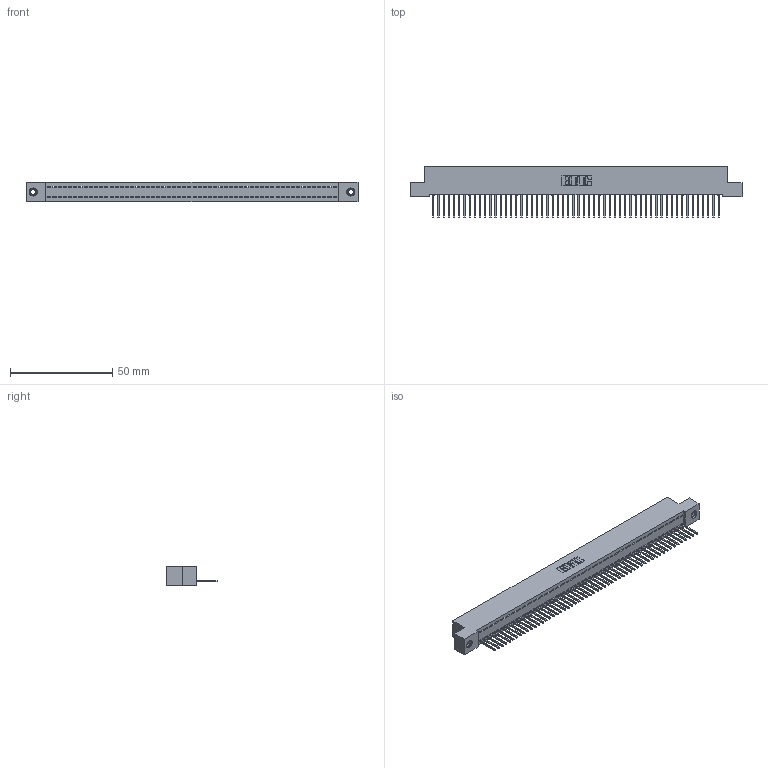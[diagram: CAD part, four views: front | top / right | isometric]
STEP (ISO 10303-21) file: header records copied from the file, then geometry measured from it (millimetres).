
FILE_DESCRIPTION (( 'STEP AP203' ), '1' );
FILE_NAME ('342-056-523-107.STEP', '2019-10-03T11:13:16', ( '' ), ( '' ), 'SwSTEP 2.0', 'SolidWorks 2016', '' );
FILE_SCHEMA (( 'CONFIG_CONTROL_DESIGN' ));
Length unit declared in the file: inch
Products named in the file (4): 342-056-523-107; 342 Part_TI; 345-292-001_345-293-123; 345-250-001_345-250-005-103
Assembly tree (59 placements, depth 2):
  342-056-523-107
    342 Part_TI
    345-292-001_345-293-123  x56
    345-250-001_345-250-005-103  x2
Bounding box: 162.56 x 25.15 x 9.4 mm (x, y, z)
Volume: 14270.5 mm3; surface area: 21302.5 mm2
Topology: 59 solids, 59 shells, 3418 faces, 10291 edges, 6778 vertices
Faces by surface type: plane 2450, cylinder 952, cone 12, torus 4
Entity records: 33496 total; most frequent: CARTESIAN_POINT 5757, ORIENTED_EDGE 5742, DIRECTION 4861, EDGE_CURVE 2871, LINE 2723, VECTOR 2723, VERTEX_POINT 1908, AXIS2_PLACEMENT_3D 1069
